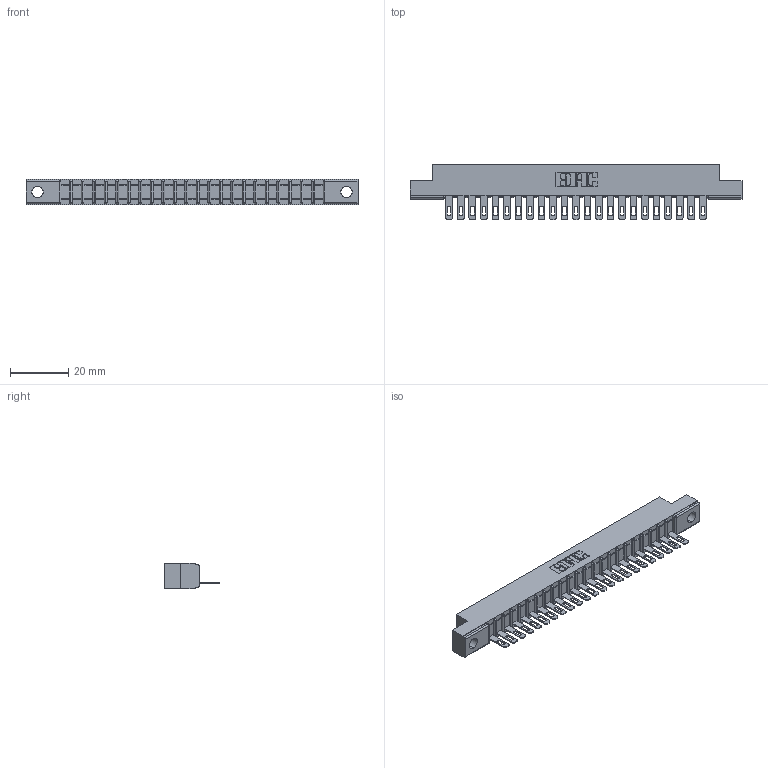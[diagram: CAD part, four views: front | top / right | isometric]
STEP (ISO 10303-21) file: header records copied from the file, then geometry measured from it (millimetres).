
FILE_DESCRIPTION (( 'STEP AP203' ), '1' );
FILE_NAME ('357-023-405-102.STEP', '2020-10-01T09:35:01', ( '' ), ( '' ), 'SwSTEP 2.0', 'SolidWorks 2020', '' );
FILE_SCHEMA (( 'CONFIG_CONTROL_DESIGN' ));
Length unit declared in the file: inch
Products named in the file (3): 357-023-405-102; 307-290-001_505; 307 Part_.128 Dia Mounting Holes
Assembly tree (24 placements, depth 2):
  357-023-405-102
    307 Part_.128 Dia Mounting Holes
    307-290-001_505  x23
Bounding box: 114.15 x 19.18 x 8.71 mm (x, y, z)
Volume: 7147.7 mm3; surface area: 11137.4 mm2
Topology: 24 solids, 24 shells, 1430 faces, 4049 edges, 2602 vertices
Faces by surface type: plane 898, cylinder 484, sphere 48
Entity records: 22036 total; most frequent: CARTESIAN_POINT 3704, ORIENTED_EDGE 3690, DIRECTION 3615, EDGE_CURVE 1845, VECTOR 1405, LINE 1405, VERTEX_POINT 1194, AXIS2_PLACEMENT_3D 1105
